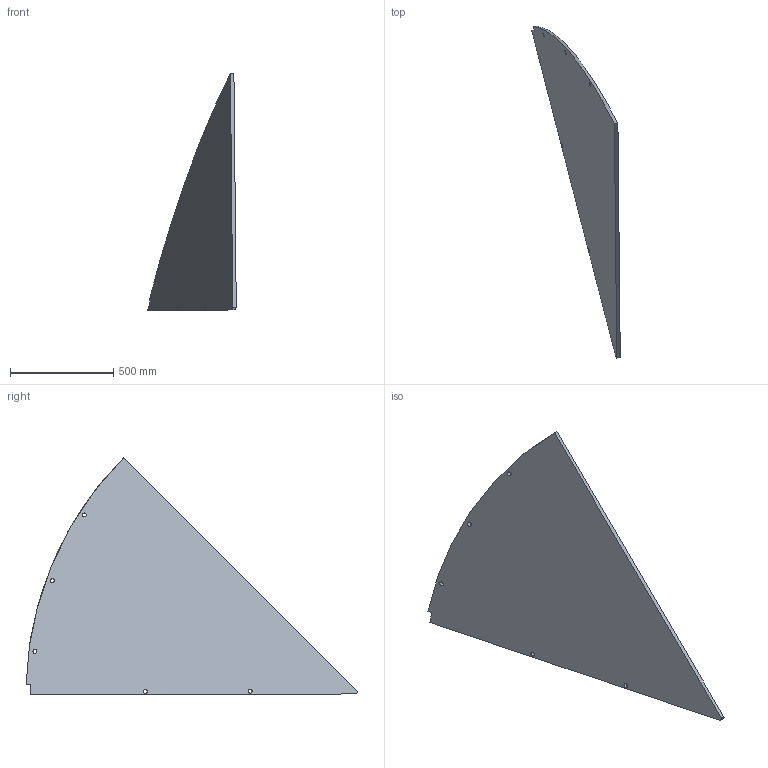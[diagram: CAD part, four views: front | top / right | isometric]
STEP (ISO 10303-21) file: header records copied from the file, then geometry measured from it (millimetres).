
FILE_DESCRIPTION(('CoCreate Modeling STEP Export'),'2;1');
FILE_NAME('s22.stp','2011-05-24T10:47:57',(''),(''),'CoCreate Modeling STEP processor for AP214 (Solid Model)','CoCreate Modeling 18.0P1120 20-Nov-2010 (C) Parametric Technology GmbH','');
FILE_SCHEMA(('AUTOMOTIVE_DESIGN { 1 0 10303 214 1 1 1 1 }'));
Length unit declared in the file: millimetre
Products named in the file (2): 410_BAFFLE_X1-A.PRT
Assembly tree (1 placements, depth 2):
  410_BAFFLE_X1-A.PRT
    410_BAFFLE_X1-A.PRT
Bounding box: 428.2 x 1605.98 x 1149.39 mm (x, y, z)
Volume: 17491865.5 mm3; surface area: 2268066.6 mm2
Topology: 1 solids, 1 shells, 18 faces, 68 edges, 52 vertices
Faces by surface type: cylinder 12, plane 6
Entity records: 1065 total; most frequent: CARTESIAN_POINT 330, ORIENTED_EDGE 136, DIRECTION 82, EDGE_CURVE 68, VERTEX_POINT 52, B_SPLINE_CURVE_WITH_KNOTS 30, AXIS2_PLACEMENT_3D 29, EDGE_LOOP 28
